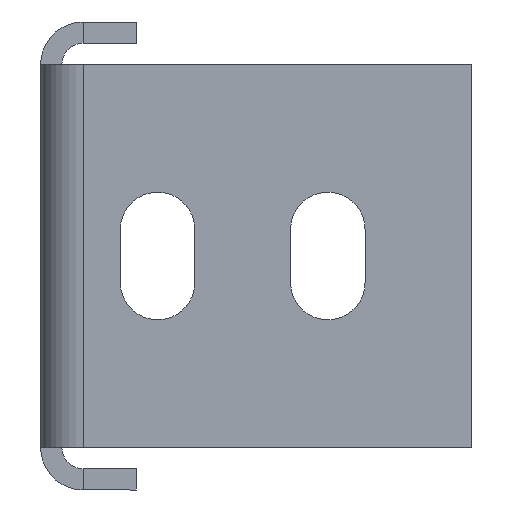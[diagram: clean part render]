
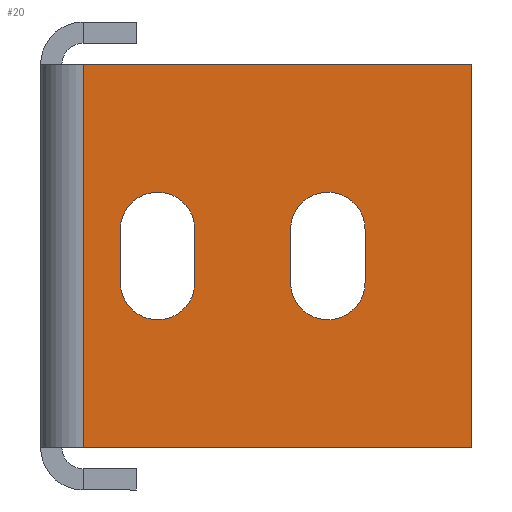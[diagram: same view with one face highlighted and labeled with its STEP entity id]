
A CAD part, left-side view. The second image highlights one B-rep face of the part: STEP entity #20.
In plain terms, the highlighted planar face has unit normal (-1, 0, 0).
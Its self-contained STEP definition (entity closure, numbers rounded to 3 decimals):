
#20 = ADVANCED_FACE ( 'NONE', ( #1233, #1228, #1097 ), #851, .T. ) ;
#101 = DIRECTION ( 'NONE',  ( 0., 1., 0. ) ) ;
#115 = CARTESIAN_POINT ( 'NONE',  ( -42., -7.5, 2.5 ) ) ;
#117 = DIRECTION ( 'NONE',  ( 1., 0., 0. ) ) ;
#122 = CARTESIAN_POINT ( 'NONE',  ( -42., -30.5, 2.5 ) ) ;
#132 = DIRECTION ( 'NONE',  ( 0., 0., -1. ) ) ;
#140 = DIRECTION ( 'NONE',  ( 0., 0., -1. ) ) ;
#147 = CARTESIAN_POINT ( 'NONE',  ( -42., -40.5, 18. ) ) ;
#148 = DIRECTION ( 'NONE',  ( 0., 0., -1. ) ) ;
#212 = DIRECTION ( 'NONE',  ( 0., 0., 1. ) ) ;
#220 = CARTESIAN_POINT ( 'NONE',  ( -42., -4., 18. ) ) ;
#247 = CARTESIAN_POINT ( 'NONE',  ( -42., -40.5, -18. ) ) ;
#255 = DIRECTION ( 'NONE',  ( 0., 1., 0. ) ) ;
#288 = DIRECTION ( 'NONE',  ( 0., 0., -1. ) ) ;
#289 = CARTESIAN_POINT ( 'NONE',  ( -42., -11., -2.5 ) ) ;
#291 = DIRECTION ( 'NONE',  ( 1., 0., 0. ) ) ;
#293 = DIRECTION ( 'NONE',  ( 0., 0., -1. ) ) ;
#295 = DIRECTION ( 'NONE',  ( 0., 0., -1. ) ) ;
#296 = DIRECTION ( 'NONE',  ( 1., 0., 0. ) ) ;
#297 = CARTESIAN_POINT ( 'NONE',  ( -42., -11., 2.5 ) ) ;
#301 = DIRECTION ( 'NONE',  ( 1., 0., 0. ) ) ;
#302 = CARTESIAN_POINT ( 'NONE',  ( -42., -27., 2.5 ) ) ;
#318 = CARTESIAN_POINT ( 'NONE',  ( -42., -27., -2.5 ) ) ;
#330 = EDGE_CURVE ( 'NONE', #1305, #1225, #1018, .T. ) ;
#331 = EDGE_CURVE ( 'NONE', #1303, #1488, #1017, .T. ) ;
#332 = EDGE_CURVE ( 'NONE', #1431, #1305, #1016, .T. ) ;
#335 = EDGE_CURVE ( 'NONE', #1188, #1183, #1011, .T. ) ;
#336 = EDGE_CURVE ( 'NONE', #1488, #1298, #1009, .T. ) ;
#339 = EDGE_CURVE ( 'NONE', #1438, #1431, #1005, .T. ) ;
#340 = EDGE_CURVE ( 'NONE', #1445, #1303, #1002, .T. ) ;
#349 = EDGE_CURVE ( 'NONE', #1197, #1562, #993, .T. ) ;
#520 = VECTOR ( 'NONE', #706, 1000. ) ;
#528 = LINE ( 'NONE', #710, #520 ) ;
#548 = LINE ( 'NONE', #762, #569 ) ;
#549 = LINE ( 'NONE', #754, #563 ) ;
#563 = VECTOR ( 'NONE', #758, 1000. ) ;
#569 = VECTOR ( 'NONE', #761, 1000. ) ;
#597 = LINE ( 'NONE', #220, #653 ) ;
#653 = VECTOR ( 'NONE', #148, 1000. ) ;
#687 = AXIS2_PLACEMENT_3D ( 'NONE', #318, #117, #140 ) ;
#691 = AXIS2_PLACEMENT_3D ( 'NONE', #297, #296, #295 ) ;
#705 = CARTESIAN_POINT ( 'NONE',  ( -42., -7.5, 2.5 ) ) ;
#706 = DIRECTION ( 'NONE',  ( 0., 0., 1. ) ) ;
#710 = CARTESIAN_POINT ( 'NONE',  ( -42., -23.5, 2.5 ) ) ;
#717 = CARTESIAN_POINT ( 'NONE',  ( -42., -4., -18. ) ) ;
#722 = CARTESIAN_POINT ( 'NONE',  ( -42., -23.5, -2.5 ) ) ;
#730 = CARTESIAN_POINT ( 'NONE',  ( -42., -14.5, 2.5 ) ) ;
#739 = CARTESIAN_POINT ( 'NONE',  ( -42., -23.5, 2.5 ) ) ;
#743 = CARTESIAN_POINT ( 'NONE',  ( -42., -7.5, -2.5 ) ) ;
#747 = CARTESIAN_POINT ( 'NONE',  ( -42., -30.5, 2.5 ) ) ;
#749 = CARTESIAN_POINT ( 'NONE',  ( -42., -30.5, -2.5 ) ) ;
#754 = CARTESIAN_POINT ( 'NONE',  ( -42., -40.5, 18. ) ) ;
#756 = CARTESIAN_POINT ( 'NONE',  ( -42., -4., 18. ) ) ;
#758 = DIRECTION ( 'NONE',  ( 0., 0., -1. ) ) ;
#761 = DIRECTION ( 'NONE',  ( 0., 0., -1. ) ) ;
#762 = CARTESIAN_POINT ( 'NONE',  ( -42., -14.5, 2.5 ) ) ;
#797 = CARTESIAN_POINT ( 'NONE',  ( -42., -40.5, 18. ) ) ;
#804 = CARTESIAN_POINT ( 'NONE',  ( -42., -40.5, -18. ) ) ;
#809 = CARTESIAN_POINT ( 'NONE',  ( -42., -14.5, -2.5 ) ) ;
#833 = AXIS2_PLACEMENT_3D ( 'NONE', #302, #301, #288 ) ;
#834 = AXIS2_PLACEMENT_3D ( 'NONE', #289, #291, #293 ) ;
#851 = PLANE ( 'NONE',  #1160 ) ;
#852 = DIRECTION ( 'NONE',  ( 0., -1., 0. ) ) ;
#868 = CARTESIAN_POINT ( 'NONE',  ( -42., -40.5, 18. ) ) ;
#933 = DIRECTION ( 'NONE',  ( -1., 0., 0. ) ) ;
#989 = VECTOR ( 'NONE', #255, 1000. ) ;
#993 = LINE ( 'NONE', #247, #989 ) ;
#1002 = CIRCLE ( 'NONE', #834, 3.5 ) ;
#1005 = CIRCLE ( 'NONE', #833, 3.5 ) ;
#1007 = VECTOR ( 'NONE', #101, 1000. ) ;
#1009 = CIRCLE ( 'NONE', #691, 3.5 ) ;
#1011 = LINE ( 'NONE', #147, #1007 ) ;
#1012 = VECTOR ( 'NONE', #132, 1000. ) ;
#1014 = VECTOR ( 'NONE', #212, 1000. ) ;
#1016 = LINE ( 'NONE', #122, #1012 ) ;
#1017 = LINE ( 'NONE', #115, #1014 ) ;
#1018 = CIRCLE ( 'NONE', #687, 3.5 ) ;
#1097 = FACE_OUTER_BOUND ( 'NONE', #1370, .T. ) ;
#1122 = EDGE_CURVE ( 'NONE', #1183, #1562, #597, .T. ) ;
#1160 = AXIS2_PLACEMENT_3D ( 'NONE', #868, #933, #852 ) ;
#1165 = EDGE_CURVE ( 'NONE', #1298, #1445, #548, .T. ) ;
#1170 = EDGE_CURVE ( 'NONE', #1188, #1197, #549, .T. ) ;
#1174 = EDGE_CURVE ( 'NONE', #1225, #1438, #528, .T. ) ;
#1183 = VERTEX_POINT ( 'NONE', #756 ) ;
#1188 = VERTEX_POINT ( 'NONE', #797 ) ;
#1197 = VERTEX_POINT ( 'NONE', #804 ) ;
#1225 = VERTEX_POINT ( 'NONE', #722 ) ;
#1228 = FACE_BOUND ( 'NONE', #1329, .T. ) ;
#1233 = FACE_BOUND ( 'NONE', #1472, .T. ) ;
#1238 = ORIENTED_EDGE ( 'NONE', *, *, #332, .T. ) ;
#1285 = ORIENTED_EDGE ( 'NONE', *, *, #340, .T. ) ;
#1288 = ORIENTED_EDGE ( 'NONE', *, *, #1174, .T. ) ;
#1294 = ORIENTED_EDGE ( 'NONE', *, *, #1165, .T. ) ;
#1297 = ORIENTED_EDGE ( 'NONE', *, *, #336, .T. ) ;
#1298 = VERTEX_POINT ( 'NONE', #730 ) ;
#1303 = VERTEX_POINT ( 'NONE', #743 ) ;
#1305 = VERTEX_POINT ( 'NONE', #749 ) ;
#1329 = EDGE_LOOP ( 'NONE', ( #1297, #1294, #1285, #1482 ) ) ;
#1355 = ORIENTED_EDGE ( 'NONE', *, *, #330, .T. ) ;
#1357 = ORIENTED_EDGE ( 'NONE', *, *, #335, .T. ) ;
#1370 = EDGE_LOOP ( 'NONE', ( #1548, #1450, #1357, #1509 ) ) ;
#1431 = VERTEX_POINT ( 'NONE', #747 ) ;
#1438 = VERTEX_POINT ( 'NONE', #739 ) ;
#1445 = VERTEX_POINT ( 'NONE', #809 ) ;
#1450 = ORIENTED_EDGE ( 'NONE', *, *, #1170, .F. ) ;
#1470 = ORIENTED_EDGE ( 'NONE', *, *, #339, .T. ) ;
#1472 = EDGE_LOOP ( 'NONE', ( #1470, #1238, #1355, #1288 ) ) ;
#1482 = ORIENTED_EDGE ( 'NONE', *, *, #331, .T. ) ;
#1488 = VERTEX_POINT ( 'NONE', #705 ) ;
#1509 = ORIENTED_EDGE ( 'NONE', *, *, #1122, .T. ) ;
#1548 = ORIENTED_EDGE ( 'NONE', *, *, #349, .F. ) ;
#1562 = VERTEX_POINT ( 'NONE', #717 ) ;
